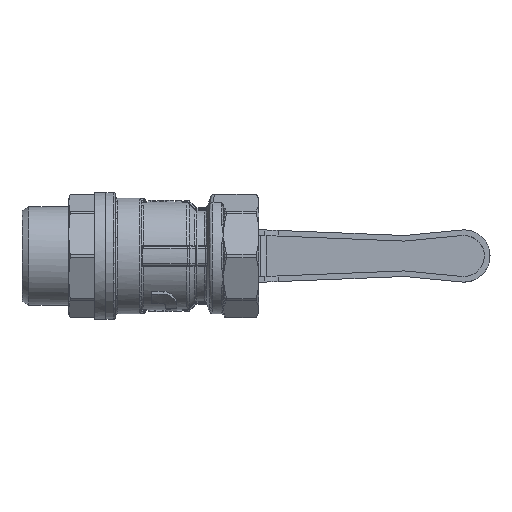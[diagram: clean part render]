
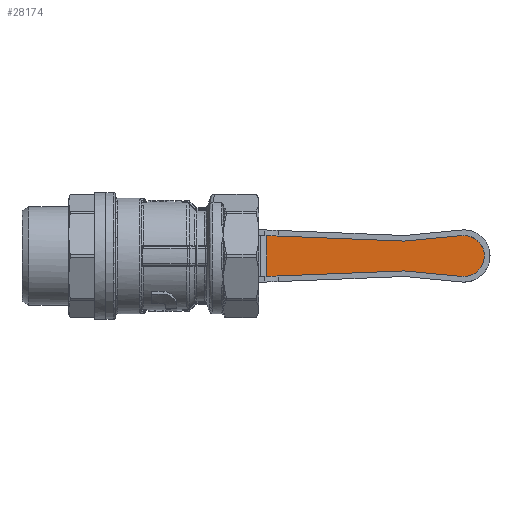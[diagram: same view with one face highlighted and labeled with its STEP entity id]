
A CAD part, front view. The second image highlights one B-rep face of the part: STEP entity #28174.
In plain terms, the highlighted planar face has unit normal (0, -1, 0).
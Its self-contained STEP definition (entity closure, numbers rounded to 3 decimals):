
#46 = CARTESIAN_POINT ( 'NONE',  ( 28.657, 47.3, -5.473 ) ) ;
#477 = CARTESIAN_POINT ( 'NONE',  ( 53.247, 47.3, 4.489 ) ) ;
#505 = ORIENTED_EDGE ( 'NONE', *, *, #41473, .T. ) ;
#956 = VERTEX_POINT ( 'NONE', #35079 ) ;
#1792 = VERTEX_POINT ( 'NONE', #38261 ) ;
#2244 = CARTESIAN_POINT ( 'NONE',  ( 82.937, 47.3, 5.358 ) ) ;
#2584 = CARTESIAN_POINT ( 'NONE',  ( 83.271, 47.3, -5.22 ) ) ;
#2664 = AXIS2_PLACEMENT_3D ( 'NONE', #10569, #14315, #46961 ) ;
#2753 = CARTESIAN_POINT ( 'NONE',  ( 83.939, 47.3, 4.943 ) ) ;
#3289 = CARTESIAN_POINT ( 'NONE',  ( 65.542, 47.3, -3.997 ) ) ;
#3836 = CARTESIAN_POINT ( 'NONE',  ( 28.657, 47.3, 5.473 ) ) ;
#4287 = CARTESIAN_POINT ( 'NONE',  ( 28.657, 47.3, -1.824 ) ) ;
#4655 = CARTESIAN_POINT ( 'NONE',  ( 70.686, 47.3, 4.49 ) ) ;
#5977 = CARTESIAN_POINT ( 'NONE',  ( 81.861, 47.3, -5.5 ) ) ;
#6317 = CARTESIAN_POINT ( 'NONE',  ( 82.222, 47.3, 5.5 ) ) ;
#6491 = CARTESIAN_POINT ( 'NONE',  ( 84.856, 47.3, 4.372 ) ) ;
#6748 = CARTESIAN_POINT ( 'NONE',  ( 65.542, 47.3, -3.997 ) ) ;
#8144 = ORIENTED_EDGE ( 'NONE', *, *, #30105, .F. ) ;
#8370 = CARTESIAN_POINT ( 'NONE',  ( 80.976, 47.3, 5.475 ) ) ;
#9274 = CARTESIAN_POINT ( 'NONE',  ( 81.325, 47.3, 5.5 ) ) ;
#9335 = CARTESIAN_POINT ( 'NONE',  ( 81.15, 47.3, -5.492 ) ) ;
#9510 = CARTESIAN_POINT ( 'NONE',  ( 81.325, 47.3, -5.5 ) ) ;
#9950 = B_SPLINE_CURVE_WITH_KNOTS ( 'NONE', 3,
 ( #21013, #9510, #9335, #37587 ),
 .UNSPECIFIED., .F., .F.,
 ( 4, 4 ),
 ( 0., 1. ),
 .UNSPECIFIED. ) ;
#10086 = ORIENTED_EDGE ( 'NONE', *, *, #25061, .F. ) ;
#10351 = FACE_OUTER_BOUND ( 'NONE', #46507, .T. ) ;
#10538 = CARTESIAN_POINT ( 'NONE',  ( 86.443, 47.3, 2.439 ) ) ;
#10569 = CARTESIAN_POINT ( 'NONE',  ( 81.5, 47.3, 0. ) ) ;
#10702 = CARTESIAN_POINT ( 'NONE',  ( 86.72, 47.3, -1.771 ) ) ;
#10768 = VERTEX_POINT ( 'NONE', #11574 ) ;
#10874 = CARTESIAN_POINT ( 'NONE',  ( 84.856, 47.3, -4.372 ) ) ;
#11454 = VERTEX_POINT ( 'NONE', #3289 ) ;
#11574 = CARTESIAN_POINT ( 'NONE',  ( 81.5, 47.3, -5.5 ) ) ;
#14196 = CARTESIAN_POINT ( 'NONE',  ( 53.247, 47.3, -4.489 ) ) ;
#14315 = DIRECTION ( 'NONE',  ( 0., 1., 0. ) ) ;
#14449 = CARTESIAN_POINT ( 'NONE',  ( 82.218, 47.3, -5.465 ) ) ;
#14971 = CARTESIAN_POINT ( 'NONE',  ( 85.645, 47.3, -3.633 ) ) ;
#15143 = CARTESIAN_POINT ( 'NONE',  ( 85.133, 47.3, 4.145 ) ) ;
#16222 = CARTESIAN_POINT ( 'NONE',  ( 40.952, 47.3, 4.981 ) ) ;
#16490 = CARTESIAN_POINT ( 'NONE',  ( 28.657, 47.3, 5.473 ) ) ;
#17135 = B_SPLINE_CURVE_WITH_KNOTS ( 'NONE', 3,
 ( #41242, #25174, #9274, #17593 ),
 .UNSPECIFIED., .F., .F.,
 ( 4, 4 ),
 ( 0., 1. ),
 .UNSPECIFIED. ) ;
#17593 = CARTESIAN_POINT ( 'NONE',  ( 81.5, 47.3, 5.5 ) ) ;
#18213 = PLANE ( 'NONE',  #2664 ) ;
#18530 = CARTESIAN_POINT ( 'NONE',  ( 84.255, 47.3, -4.774 ) ) ;
#18707 = CARTESIAN_POINT ( 'NONE',  ( 86.443, 47.3, -2.439 ) ) ;
#18856 = EDGE_CURVE ( 'NONE', #20333, #11454, #19327, .T. ) ;
#19042 = CARTESIAN_POINT ( 'NONE',  ( 86.274, 47.3, 2.755 ) ) ;
#19327 = B_SPLINE_CURVE_WITH_KNOTS ( 'NONE', 3,
 ( #46402, #21707, #46062, #21882 ),
 .UNSPECIFIED., .F., .F.,
 ( 4, 4 ),
 ( 0., 1. ),
 .UNSPECIFIED. ) ;
#20333 = VERTEX_POINT ( 'NONE', #45712 ) ;
#21013 = CARTESIAN_POINT ( 'NONE',  ( 81.5, 47.3, -5.5 ) ) ;
#21707 = CARTESIAN_POINT ( 'NONE',  ( 75.831, 47.3, -4.982 ) ) ;
#21882 = CARTESIAN_POINT ( 'NONE',  ( 65.542, 47.3, -3.997 ) ) ;
#21956 = B_SPLINE_CURVE_WITH_KNOTS ( 'NONE', 3,
 ( #6748, #14196, #39047, #47013 ),
 .UNSPECIFIED., .F., .F.,
 ( 4, 4 ),
 ( 0., 1. ),
 .UNSPECIFIED. ) ;
#22775 = VERTEX_POINT ( 'NONE', #51564 ) ;
#22843 = B_SPLINE_CURVE_WITH_KNOTS ( 'NONE', 3,
 ( #46, #4287, #36248, #16490 ),
 .UNSPECIFIED., .F., .F.,
 ( 4, 4 ),
 ( 0., 1. ),
 .UNSPECIFIED. ) ;
#22988 = ORIENTED_EDGE ( 'NONE', *, *, #24433, .F. ) ;
#23099 = CARTESIAN_POINT ( 'NONE',  ( 87., 47.3, -0.362 ) ) ;
#24433 = EDGE_CURVE ( 'NONE', #1792, #956, #22843, .T. ) ;
#24559 = CARTESIAN_POINT ( 'NONE',  ( 81.5, 47.3, 5.5 ) ) ;
#25061 = EDGE_CURVE ( 'NONE', #22775, #26941, #17135, .T. ) ;
#25174 = CARTESIAN_POINT ( 'NONE',  ( 81.15, 47.3, 5.492 ) ) ;
#26464 = CARTESIAN_POINT ( 'NONE',  ( 81.5, 47.3, 5.5 ) ) ;
#26583 = EDGE_CURVE ( 'NONE', #11454, #1792, #21956, .T. ) ;
#26941 = VERTEX_POINT ( 'NONE', #24559 ) ;
#26976 = CARTESIAN_POINT ( 'NONE',  ( 87., 47.3, 0.362 ) ) ;
#28174 = ADVANCED_FACE ( 'NONE', ( #10351 ), #18213, .F. ) ;
#28345 = B_SPLINE_CURVE_WITH_KNOTS ( 'NONE', 3,
 ( #3836, #16222, #477, #32963 ),
 .UNSPECIFIED., .F., .F.,
 ( 4, 4 ),
 ( 0., 1. ),
 .UNSPECIFIED. ) ;
#28601 = ORIENTED_EDGE ( 'NONE', *, *, #18856, .F. ) ;
#28670 = CARTESIAN_POINT ( 'NONE',  ( 75.831, 47.3, 4.982 ) ) ;
#30105 = EDGE_CURVE ( 'NONE', #10768, #20333, #9950, .T. ) ;
#30515 = CARTESIAN_POINT ( 'NONE',  ( 83.939, 47.3, -4.943 ) ) ;
#32963 = CARTESIAN_POINT ( 'NONE',  ( 65.542, 47.3, 3.997 ) ) ;
#33287 = B_SPLINE_CURVE_WITH_KNOTS ( 'NONE', 3,
 ( #41989, #5977, #14449, #35249, #2584, #30515, #18530, #10874, #38798, #14971, #51140, #47263, #18707, #10702, #34913, #39125, #23099, #26976, #34568, #43206, #46759, #10538, #19042, #47094, #51308, #15143, #6491, #46929, #2753, #2244, #6317, #26464 ),
 .UNSPECIFIED., .F., .F.,
 ( 4, 2, 2, 2, 2, 2, 2, 2, 2, 2, 2, 2, 2, 2, 2, 4 ),
 ( 0., 0.062, 0.125, 0.187, 0.25, 0.312, 0.375, 0.437, 0.5, 0.562, 0.625, 0.687, 0.75, 0.812, 0.875, 1. ),
 .UNSPECIFIED. ) ;
#33998 = ORIENTED_EDGE ( 'NONE', *, *, #26583, .F. ) ;
#34053 = CARTESIAN_POINT ( 'NONE',  ( 65.542, 47.3, 3.997 ) ) ;
#34568 = CARTESIAN_POINT ( 'NONE',  ( 86.965, 47.3, 0.718 ) ) ;
#34572 = VERTEX_POINT ( 'NONE', #34053 ) ;
#34913 = CARTESIAN_POINT ( 'NONE',  ( 86.824, 47.3, -1.428 ) ) ;
#35079 = CARTESIAN_POINT ( 'NONE',  ( 28.657, 47.3, 5.473 ) ) ;
#35249 = CARTESIAN_POINT ( 'NONE',  ( 82.928, 47.3, -5.324 ) ) ;
#36248 = CARTESIAN_POINT ( 'NONE',  ( 28.657, 47.3, 1.824 ) ) ;
#36948 = EDGE_CURVE ( 'NONE', #34572, #22775, #48309, .T. ) ;
#37587 = CARTESIAN_POINT ( 'NONE',  ( 80.976, 47.3, -5.475 ) ) ;
#38261 = CARTESIAN_POINT ( 'NONE',  ( 28.657, 47.3, -5.473 ) ) ;
#38798 = CARTESIAN_POINT ( 'NONE',  ( 85.133, 47.3, -4.145 ) ) ;
#39047 = CARTESIAN_POINT ( 'NONE',  ( 40.952, 47.3, -4.981 ) ) ;
#39125 = CARTESIAN_POINT ( 'NONE',  ( 86.965, 47.3, -0.718 ) ) ;
#39453 = ORIENTED_EDGE ( 'NONE', *, *, #36948, .F. ) ;
#40672 = CARTESIAN_POINT ( 'NONE',  ( 65.542, 47.3, 3.997 ) ) ;
#41242 = CARTESIAN_POINT ( 'NONE',  ( 80.976, 47.3, 5.475 ) ) ;
#41404 = ORIENTED_EDGE ( 'NONE', *, *, #51199, .F. ) ;
#41473 = EDGE_CURVE ( 'NONE', #10768, #26941, #33287, .T. ) ;
#41989 = CARTESIAN_POINT ( 'NONE',  ( 81.5, 47.3, -5.5 ) ) ;
#43206 = CARTESIAN_POINT ( 'NONE',  ( 86.824, 47.3, 1.428 ) ) ;
#45712 = CARTESIAN_POINT ( 'NONE',  ( 80.976, 47.3, -5.475 ) ) ;
#46062 = CARTESIAN_POINT ( 'NONE',  ( 70.686, 47.3, -4.49 ) ) ;
#46402 = CARTESIAN_POINT ( 'NONE',  ( 80.976, 47.3, -5.475 ) ) ;
#46507 = EDGE_LOOP ( 'NONE', ( #28601, #8144, #505, #10086, #39453, #41404, #22988, #33998 ) ) ;
#46759 = CARTESIAN_POINT ( 'NONE',  ( 86.72, 47.3, 1.771 ) ) ;
#46929 = CARTESIAN_POINT ( 'NONE',  ( 84.255, 47.3, 4.774 ) ) ;
#46961 = DIRECTION ( 'NONE',  ( 1., 0., 0. ) ) ;
#47013 = CARTESIAN_POINT ( 'NONE',  ( 28.657, 47.3, -5.473 ) ) ;
#47094 = CARTESIAN_POINT ( 'NONE',  ( 85.872, 47.3, 3.356 ) ) ;
#47263 = CARTESIAN_POINT ( 'NONE',  ( 86.274, 47.3, -2.755 ) ) ;
#48309 = B_SPLINE_CURVE_WITH_KNOTS ( 'NONE', 3,
 ( #40672, #4655, #28670, #8370 ),
 .UNSPECIFIED., .F., .F.,
 ( 4, 4 ),
 ( 0., 1. ),
 .UNSPECIFIED. ) ;
#51140 = CARTESIAN_POINT ( 'NONE',  ( 85.872, 47.3, -3.356 ) ) ;
#51199 = EDGE_CURVE ( 'NONE', #956, #34572, #28345, .T. ) ;
#51308 = CARTESIAN_POINT ( 'NONE',  ( 85.645, 47.3, 3.633 ) ) ;
#51564 = CARTESIAN_POINT ( 'NONE',  ( 80.976, 47.3, 5.475 ) ) ;
